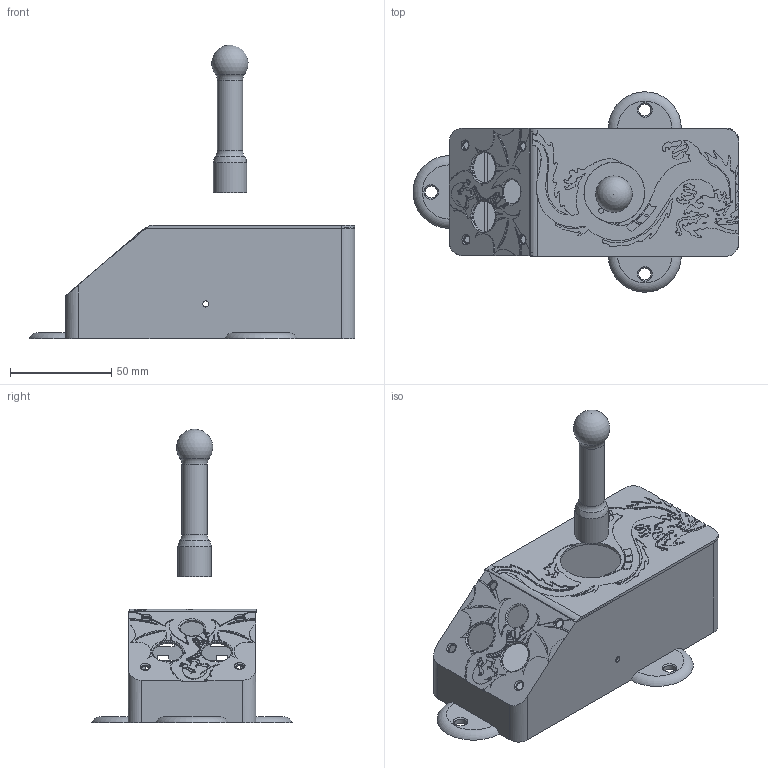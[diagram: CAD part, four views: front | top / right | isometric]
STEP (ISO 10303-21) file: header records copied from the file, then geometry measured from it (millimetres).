
FILE_DESCRIPTION(/* description */ (''),/* implementation_level */ '2;1');
FILE_NAME(/* name */ 'Joystick.step',/* time_stamp */ '2023-11-29T17:27:03+02:00',/* author */ (''),/* organization */ (''),/* preprocessor_version */ 'ST-DEVELOPER v20',/* originating_system */ 'Autodesk Translation Framework v12.14.0.127',/* authorisation */ '');
FILE_SCHEMA (('AUTOMOTIVE_DESIGN { 1 0 10303 214 3 1 1 }'));
Products named in the file (5): Joystick; Main Case; Joystick_1; Main Case Top Cover; Joystick Extender
Assembly tree (4 placements, depth 2):
  Joystick
    Main Case
    Joystick_1
    Main Case Top Cover
    Joystick Extender
Bounding box: 161 x 99 x 145.02 mm (x, y, z)
Volume: 69741.1 mm3; surface area: 81831.7 mm2
Topology: 3 solids, 3 shells, 1100 faces, 3131 edges, 2062 vertices
Faces by surface type: bspline 776, plane 248, cylinder 60, torus 12, cone 3, sphere 1
Full cylindrical faces by diameter (mm): 2.5 x4, 3 x2, 4 x4, 6 x3, 12 x1, 12.5 x2, 15 x2, 16.5 x1, 30 x1
Entity records: 37966 total; most frequent: CARTESIAN_POINT 16699, ORIENTED_EDGE 6260, EDGE_CURVE 3130, DIRECTION 2430, VERTEX_POINT 2062, LINE 1376, VECTOR 1376, EDGE_LOOP 1166
